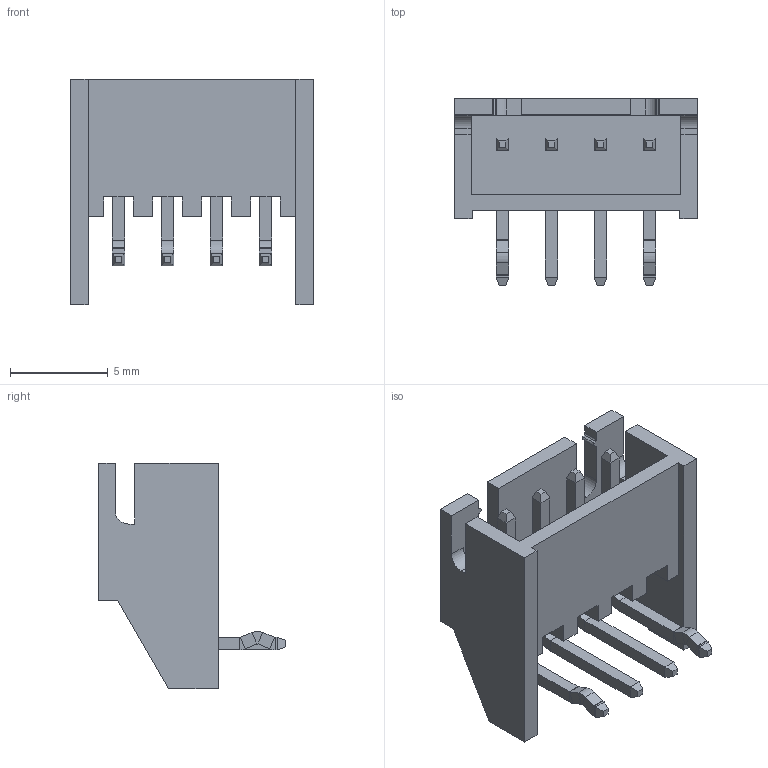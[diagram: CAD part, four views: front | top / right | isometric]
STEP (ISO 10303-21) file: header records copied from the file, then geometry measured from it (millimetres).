
FILE_DESCRIPTION (( 'STEP AP214' ), '1' );
FILE_NAME ('S4B-XH-A auto.STEP', '2024-01-04T08:05:11', ( '' ), ( '' ), 'SwSTEP 2.0', 'SolidWorks 2021', '' );
FILE_SCHEMA (( 'AUTOMOTIVE_DESIGN' ));
Length unit declared in the file: millimetre
Products named in the file (4): S4B-XH-A auto; pin^SxB-XH-A ass; SxB-XH-A_4; pin^SxB-XH-A ass_bent
Assembly tree (5 placements, depth 2):
  S4B-XH-A auto
    SxB-XH-A_4
    pin^SxB-XH-A ass_bent  x2
    pin^SxB-XH-A ass  x2
Bounding box: 12.4 x 9.5 x 11.5 mm (x, y, z)
Volume: 302.6 mm3; surface area: 822.1 mm2
Topology: 5 solids, 5 shells, 212 faces, 502 edges, 300 vertices
Faces by surface type: plane 182, cylinder 30
Entity records: 4442 total; most frequent: CARTESIAN_POINT 750, ORIENTED_EDGE 736, DIRECTION 716, EDGE_CURVE 368, VECTOR 328, LINE 328, VERTEX_POINT 228, AXIS2_PLACEMENT_3D 194
